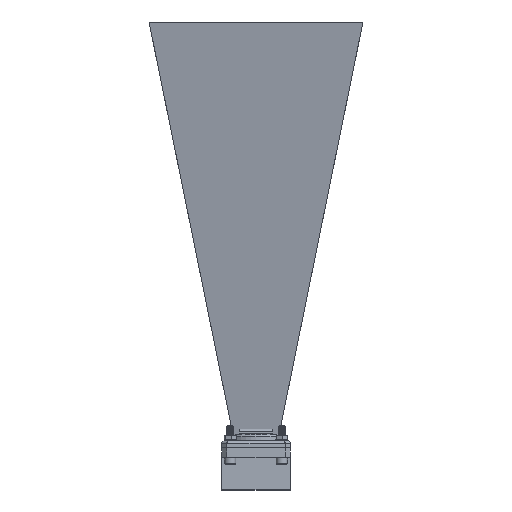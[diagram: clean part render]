
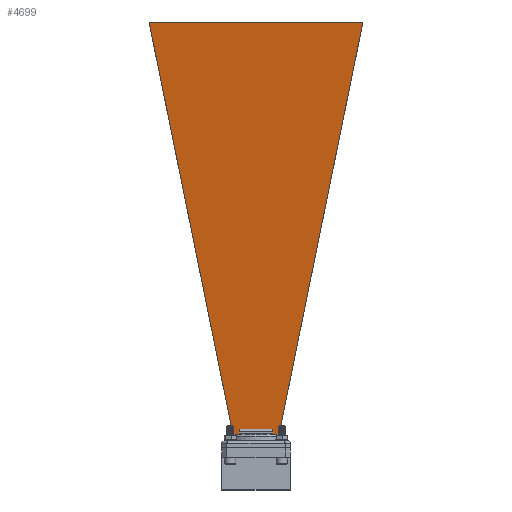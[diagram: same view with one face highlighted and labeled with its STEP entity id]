
A CAD part, front view. The second image highlights one B-rep face of the part: STEP entity #4699.
In plain terms, the highlighted face is planar.
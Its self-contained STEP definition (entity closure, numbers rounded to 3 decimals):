
#98 = DIRECTION ( 'NONE',  ( 1., 0., 0. ) ) ;
#138 = VECTOR ( 'NONE', #7011, 1000. ) ;
#217 = EDGE_CURVE ( 'NONE', #6819, #9923, #1436, .T. ) ;
#307 = EDGE_CURVE ( 'NONE', #10910, #5233, #3499, .T. ) ;
#422 = LINE ( 'NONE', #1810, #2673 ) ;
#460 = EDGE_CURVE ( 'NONE', #10910, #7393, #5558, .T. ) ;
#573 = VECTOR ( 'NONE', #9799, 1000. ) ;
#723 = CARTESIAN_POINT ( 'NONE',  ( -64.141, 255.305, 47.533 ) ) ;
#810 = DIRECTION ( 'NONE',  ( 0., 0.987, 0.163 ) ) ;
#835 = VECTOR ( 'NONE', #10015, 1000. ) ;
#1257 = FACE_OUTER_BOUND ( 'NONE', #4580, .T. ) ;
#1342 = AXIS2_PLACEMENT_3D ( 'NONE', #2752, #1830, #9821 ) ;
#1436 = LINE ( 'NONE', #4902, #9997 ) ;
#1580 = EDGE_CURVE ( 'NONE', #7393, #8967, #3729, .T. ) ;
#1639 = VERTEX_POINT ( 'NONE', #8428 ) ;
#1810 = CARTESIAN_POINT ( 'NONE',  ( -292.768, 7.945, 6.679 ) ) ;
#1830 = DIRECTION ( 'NONE',  ( 0., -0.163, 0.987 ) ) ;
#2022 = EDGE_CURVE ( 'NONE', #5233, #6819, #11345, .T. ) ;
#2109 = CARTESIAN_POINT ( 'NONE',  ( -10.16, 11.164, 7.21 ) ) ;
#2553 = DIRECTION ( 'NONE',  ( 0.197, -0.967, -0.16 ) ) ;
#2673 = VECTOR ( 'NONE', #98, 1000. ) ;
#2740 = ORIENTED_EDGE ( 'NONE', *, *, #460, .F. ) ;
#2752 = CARTESIAN_POINT ( 'NONE',  ( -292.768, 255.305, 47.533 ) ) ;
#2841 = CARTESIAN_POINT ( 'NONE',  ( 64.141, 255.305, 47.533 ) ) ;
#3229 = EDGE_CURVE ( 'NONE', #1639, #8967, #422, .T. ) ;
#3499 = LINE ( 'NONE', #7838, #9275 ) ;
#3729 = LINE ( 'NONE', #3976, #7887 ) ;
#3976 = CARTESIAN_POINT ( 'NONE',  ( 72.995, 298.827, 54.722 ) ) ;
#3990 = CARTESIAN_POINT ( 'NONE',  ( -10.16, 7.945, 6.679 ) ) ;
#4435 = VECTOR ( 'NONE', #810, 1000. ) ;
#4458 = ORIENTED_EDGE ( 'NONE', *, *, #1580, .F. ) ;
#4572 = LINE ( 'NONE', #5153, #4435 ) ;
#4580 = EDGE_LOOP ( 'NONE', ( #11207, #6909, #5143, #4458, #2740, #6791, #8330, #7353 ) ) ;
#4699 = ADVANCED_FACE ( 'NONE', ( #1257 ), #8898, .T. ) ;
#4902 = CARTESIAN_POINT ( 'NONE',  ( -10.16, 11.164, 7.21 ) ) ;
#5143 = ORIENTED_EDGE ( 'NONE', *, *, #3229, .T. ) ;
#5153 = CARTESIAN_POINT ( 'NONE',  ( 10.16, 11.164, 7.21 ) ) ;
#5233 = VERTEX_POINT ( 'NONE', #6109 ) ;
#5240 = EDGE_CURVE ( 'NONE', #1639, #8165, #4572, .T. ) ;
#5558 = LINE ( 'NONE', #6246, #573 ) ;
#5791 = EDGE_CURVE ( 'NONE', #8165, #9923, #6220, .T. ) ;
#6109 = CARTESIAN_POINT ( 'NONE',  ( -13.819, 7.945, 6.679 ) ) ;
#6220 = LINE ( 'NONE', #10962, #835 ) ;
#6223 = CARTESIAN_POINT ( 'NONE',  ( -292.768, 7.945, 6.679 ) ) ;
#6246 = CARTESIAN_POINT ( 'NONE',  ( -292.768, 255.305, 47.533 ) ) ;
#6791 = ORIENTED_EDGE ( 'NONE', *, *, #307, .T. ) ;
#6819 = VERTEX_POINT ( 'NONE', #3990 ) ;
#6909 = ORIENTED_EDGE ( 'NONE', *, *, #5240, .F. ) ;
#7011 = DIRECTION ( 'NONE',  ( 1., 0., 0. ) ) ;
#7353 = ORIENTED_EDGE ( 'NONE', *, *, #217, .T. ) ;
#7393 = VERTEX_POINT ( 'NONE', #2841 ) ;
#7532 = CARTESIAN_POINT ( 'NONE',  ( 13.819, 7.945, 6.679 ) ) ;
#7838 = CARTESIAN_POINT ( 'NONE',  ( -72.995, 298.827, 54.722 ) ) ;
#7887 = VECTOR ( 'NONE', #10173, 1000. ) ;
#8165 = VERTEX_POINT ( 'NONE', #10530 ) ;
#8330 = ORIENTED_EDGE ( 'NONE', *, *, #2022, .T. ) ;
#8428 = CARTESIAN_POINT ( 'NONE',  ( 10.16, 7.945, 6.679 ) ) ;
#8898 = PLANE ( 'NONE',  #1342 ) ;
#8967 = VERTEX_POINT ( 'NONE', #7532 ) ;
#9275 = VECTOR ( 'NONE', #2553, 1000. ) ;
#9799 = DIRECTION ( 'NONE',  ( 1., 0., 0. ) ) ;
#9821 = DIRECTION ( 'NONE',  ( 0., -0.987, -0.163 ) ) ;
#9923 = VERTEX_POINT ( 'NONE', #2109 ) ;
#9997 = VECTOR ( 'NONE', #10281, 1000. ) ;
#10015 = DIRECTION ( 'NONE',  ( -1., 0., 0. ) ) ;
#10173 = DIRECTION ( 'NONE',  ( -0.197, -0.967, -0.16 ) ) ;
#10281 = DIRECTION ( 'NONE',  ( 0., 0.987, 0.163 ) ) ;
#10530 = CARTESIAN_POINT ( 'NONE',  ( 10.16, 11.164, 7.21 ) ) ;
#10910 = VERTEX_POINT ( 'NONE', #723 ) ;
#10962 = CARTESIAN_POINT ( 'NONE',  ( 10.16, 11.164, 7.21 ) ) ;
#11207 = ORIENTED_EDGE ( 'NONE', *, *, #5791, .F. ) ;
#11345 = LINE ( 'NONE', #6223, #138 ) ;
